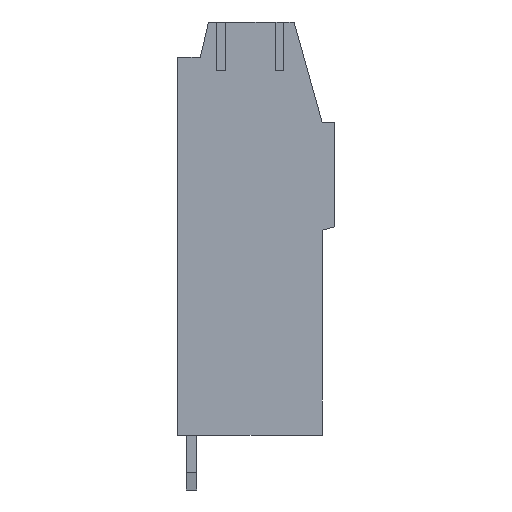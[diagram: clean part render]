
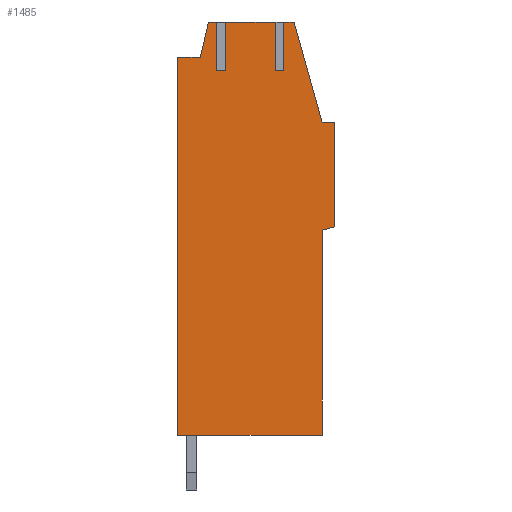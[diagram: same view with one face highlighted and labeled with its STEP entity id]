
A CAD part, left-side view. The second image highlights one B-rep face of the part: STEP entity #1485.
In plain terms, the highlighted planar face has unit normal (-1, 0, 0).
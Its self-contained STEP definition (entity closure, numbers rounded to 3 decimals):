
#1425=AXIS2_PLACEMENT_3D('Plane Axis2P3D',#1422,#1423,#1424) ;
#534=CARTESIAN_POINT('Vertex',(0.,7.825,25.25)) ;
#537=CARTESIAN_POINT('Line Origine',(0.,7.588,26.275)) ;
#541=CARTESIAN_POINT('Vertex',(0.,7.35,27.3)) ;
#662=CARTESIAN_POINT('Vertex',(0.,9.15,25.25)) ;
#665=CARTESIAN_POINT('Line Origine',(0.,8.488,25.25)) ;
#686=CARTESIAN_POINT('Vertex',(0.,9.15,3.2)) ;
#689=CARTESIAN_POINT('Line Origine',(0.,9.15,14.225)) ;
#710=CARTESIAN_POINT('Vertex',(0.,0.7,3.2)) ;
#713=CARTESIAN_POINT('Line Origine',(0.,4.925,3.2)) ;
#734=CARTESIAN_POINT('Vertex',(0.,0.7,15.15)) ;
#737=CARTESIAN_POINT('Line Origine',(0.,0.7,9.175)) ;
#758=CARTESIAN_POINT('Vertex',(0.,0.,15.35)) ;
#761=CARTESIAN_POINT('Line Origine',(0.,0.35,15.25)) ;
#782=CARTESIAN_POINT('Vertex',(0.,0.,21.45)) ;
#785=CARTESIAN_POINT('Line Origine',(0.,0.,18.4)) ;
#874=CARTESIAN_POINT('Vertex',(0.,0.711,21.45)) ;
#877=CARTESIAN_POINT('Line Origine',(0.,0.356,21.45)) ;
#898=CARTESIAN_POINT('Vertex',(0.,2.35,27.3)) ;
#901=CARTESIAN_POINT('Line Origine',(0.,1.531,24.375)) ;
#1258=CARTESIAN_POINT('Line Origine',(0.,4.9,27.3)) ;
#1262=CARTESIAN_POINT('Vertex',(0.,3.45,27.3)) ;
#1264=CARTESIAN_POINT('Vertex',(0.,6.35,27.3)) ;
#1313=CARTESIAN_POINT('Vertex',(0.,2.95,27.3)) ;
#1316=CARTESIAN_POINT('Line Origine',(0.,2.65,27.3)) ;
#1321=CARTESIAN_POINT('Line Origine',(0.,7.1,27.3)) ;
#1325=CARTESIAN_POINT('Vertex',(0.,6.85,27.3)) ;
#1422=CARTESIAN_POINT('Axis2P3D Location',(0.,0.,0.)) ;
#1427=CARTESIAN_POINT('Line Origine',(0.,6.35,25.875)) ;
#1431=CARTESIAN_POINT('Vertex',(0.,6.35,24.45)) ;
#1434=CARTESIAN_POINT('Line Origine',(0.,6.6,24.45)) ;
#1438=CARTESIAN_POINT('Vertex',(0.,6.85,24.45)) ;
#1441=CARTESIAN_POINT('Line Origine',(0.,6.85,25.875)) ;
#1446=CARTESIAN_POINT('Line Origine',(0.,2.95,25.875)) ;
#1450=CARTESIAN_POINT('Vertex',(0.,2.95,24.45)) ;
#1453=CARTESIAN_POINT('Line Origine',(0.,3.2,24.45)) ;
#1457=CARTESIAN_POINT('Vertex',(0.,3.45,24.45)) ;
#1460=CARTESIAN_POINT('Line Origine',(0.,3.45,25.875)) ;
#538=DIRECTION('Vector Direction',(0.,-0.226,0.974)) ;
#666=DIRECTION('Vector Direction',(0.,-1.,0.)) ;
#690=DIRECTION('Vector Direction',(0.,0.,1.)) ;
#714=DIRECTION('Vector Direction',(0.,1.,0.)) ;
#738=DIRECTION('Vector Direction',(0.,0.,-1.)) ;
#762=DIRECTION('Vector Direction',(0.,0.962,-0.275)) ;
#786=DIRECTION('Vector Direction',(0.,0.,-1.)) ;
#878=DIRECTION('Vector Direction',(0.,-1.,0.)) ;
#902=DIRECTION('Vector Direction',(0.,-0.27,-0.963)) ;
#1259=DIRECTION('Vector Direction',(0.,-1.,0.)) ;
#1317=DIRECTION('Vector Direction',(0.,-1.,0.)) ;
#1322=DIRECTION('Vector Direction',(0.,-1.,0.)) ;
#1423=DIRECTION('Axis2P3D Direction',(-1.,0.,0.)) ;
#1424=DIRECTION('Axis2P3D XDirection',(0.,0.,1.)) ;
#1428=DIRECTION('Vector Direction',(0.,0.,1.)) ;
#1435=DIRECTION('Vector Direction',(0.,-1.,0.)) ;
#1442=DIRECTION('Vector Direction',(0.,0.,1.)) ;
#1447=DIRECTION('Vector Direction',(0.,0.,1.)) ;
#1454=DIRECTION('Vector Direction',(0.,-1.,0.)) ;
#1461=DIRECTION('Vector Direction',(0.,0.,1.)) ;
#539=VECTOR('Line Direction',#538,1.) ;
#667=VECTOR('Line Direction',#666,1.) ;
#691=VECTOR('Line Direction',#690,1.) ;
#715=VECTOR('Line Direction',#714,1.) ;
#739=VECTOR('Line Direction',#738,1.) ;
#763=VECTOR('Line Direction',#762,1.) ;
#787=VECTOR('Line Direction',#786,1.) ;
#879=VECTOR('Line Direction',#878,1.) ;
#903=VECTOR('Line Direction',#902,1.) ;
#1260=VECTOR('Line Direction',#1259,1.) ;
#1318=VECTOR('Line Direction',#1317,1.) ;
#1323=VECTOR('Line Direction',#1322,1.) ;
#1429=VECTOR('Line Direction',#1428,1.) ;
#1436=VECTOR('Line Direction',#1435,1.) ;
#1443=VECTOR('Line Direction',#1442,1.) ;
#1448=VECTOR('Line Direction',#1447,1.) ;
#1455=VECTOR('Line Direction',#1454,1.) ;
#1462=VECTOR('Line Direction',#1461,1.) ;
#1466=ORIENTED_EDGE('',*,*,#1266,.T.) ;
#1467=ORIENTED_EDGE('',*,*,#1433,.F.) ;
#1468=ORIENTED_EDGE('',*,*,#1440,.F.) ;
#1469=ORIENTED_EDGE('',*,*,#1445,.T.) ;
#1470=ORIENTED_EDGE('',*,*,#1327,.T.) ;
#1471=ORIENTED_EDGE('',*,*,#543,.T.) ;
#1472=ORIENTED_EDGE('',*,*,#669,.T.) ;
#1473=ORIENTED_EDGE('',*,*,#693,.T.) ;
#1474=ORIENTED_EDGE('',*,*,#717,.T.) ;
#1475=ORIENTED_EDGE('',*,*,#741,.T.) ;
#1476=ORIENTED_EDGE('',*,*,#765,.T.) ;
#1477=ORIENTED_EDGE('',*,*,#789,.T.) ;
#1478=ORIENTED_EDGE('',*,*,#881,.T.) ;
#1479=ORIENTED_EDGE('',*,*,#905,.T.) ;
#1480=ORIENTED_EDGE('',*,*,#1320,.T.) ;
#1481=ORIENTED_EDGE('',*,*,#1452,.F.) ;
#1482=ORIENTED_EDGE('',*,*,#1459,.F.) ;
#1483=ORIENTED_EDGE('',*,*,#1464,.T.) ;
#1485=ADVANCED_FACE('HOUSING',(#1484),#1426,.T.) ;
#543=EDGE_CURVE('',#542,#535,#540,.F.) ;
#669=EDGE_CURVE('',#535,#663,#668,.F.) ;
#693=EDGE_CURVE('',#663,#687,#692,.F.) ;
#717=EDGE_CURVE('',#687,#711,#716,.F.) ;
#741=EDGE_CURVE('',#711,#735,#740,.F.) ;
#765=EDGE_CURVE('',#735,#759,#764,.F.) ;
#789=EDGE_CURVE('',#759,#783,#788,.F.) ;
#881=EDGE_CURVE('',#783,#875,#880,.F.) ;
#905=EDGE_CURVE('',#875,#899,#904,.F.) ;
#1266=EDGE_CURVE('',#1263,#1265,#1261,.F.) ;
#1320=EDGE_CURVE('',#899,#1314,#1319,.F.) ;
#1327=EDGE_CURVE('',#1326,#542,#1324,.F.) ;
#1433=EDGE_CURVE('',#1432,#1265,#1430,.T.) ;
#1440=EDGE_CURVE('',#1439,#1432,#1437,.T.) ;
#1445=EDGE_CURVE('',#1439,#1326,#1444,.T.) ;
#1452=EDGE_CURVE('',#1451,#1314,#1449,.T.) ;
#1459=EDGE_CURVE('',#1458,#1451,#1456,.T.) ;
#1464=EDGE_CURVE('',#1458,#1263,#1463,.T.) ;
#1465=EDGE_LOOP('',(#1466,#1467,#1468,#1469,#1470,#1471,#1472,#1473,#1474,#1475,#1476,#1477,#1478,#1479,#1480,#1481,#1482,#1483)) ;
#1484=FACE_OUTER_BOUND('',#1465,.T.) ;
#540=LINE('Line',#537,#539) ;
#668=LINE('Line',#665,#667) ;
#692=LINE('Line',#689,#691) ;
#716=LINE('Line',#713,#715) ;
#740=LINE('Line',#737,#739) ;
#764=LINE('Line',#761,#763) ;
#788=LINE('Line',#785,#787) ;
#880=LINE('Line',#877,#879) ;
#904=LINE('Line',#901,#903) ;
#1261=LINE('Line',#1258,#1260) ;
#1319=LINE('Line',#1316,#1318) ;
#1324=LINE('Line',#1321,#1323) ;
#1430=LINE('Line',#1427,#1429) ;
#1437=LINE('Line',#1434,#1436) ;
#1444=LINE('Line',#1441,#1443) ;
#1449=LINE('Line',#1446,#1448) ;
#1456=LINE('Line',#1453,#1455) ;
#1463=LINE('Line',#1460,#1462) ;
#1426=PLANE('',#1425) ;
#535=VERTEX_POINT('',#534) ;
#542=VERTEX_POINT('',#541) ;
#663=VERTEX_POINT('',#662) ;
#687=VERTEX_POINT('',#686) ;
#711=VERTEX_POINT('',#710) ;
#735=VERTEX_POINT('',#734) ;
#759=VERTEX_POINT('',#758) ;
#783=VERTEX_POINT('',#782) ;
#875=VERTEX_POINT('',#874) ;
#899=VERTEX_POINT('',#898) ;
#1263=VERTEX_POINT('',#1262) ;
#1265=VERTEX_POINT('',#1264) ;
#1314=VERTEX_POINT('',#1313) ;
#1326=VERTEX_POINT('',#1325) ;
#1432=VERTEX_POINT('',#1431) ;
#1439=VERTEX_POINT('',#1438) ;
#1451=VERTEX_POINT('',#1450) ;
#1458=VERTEX_POINT('',#1457) ;
